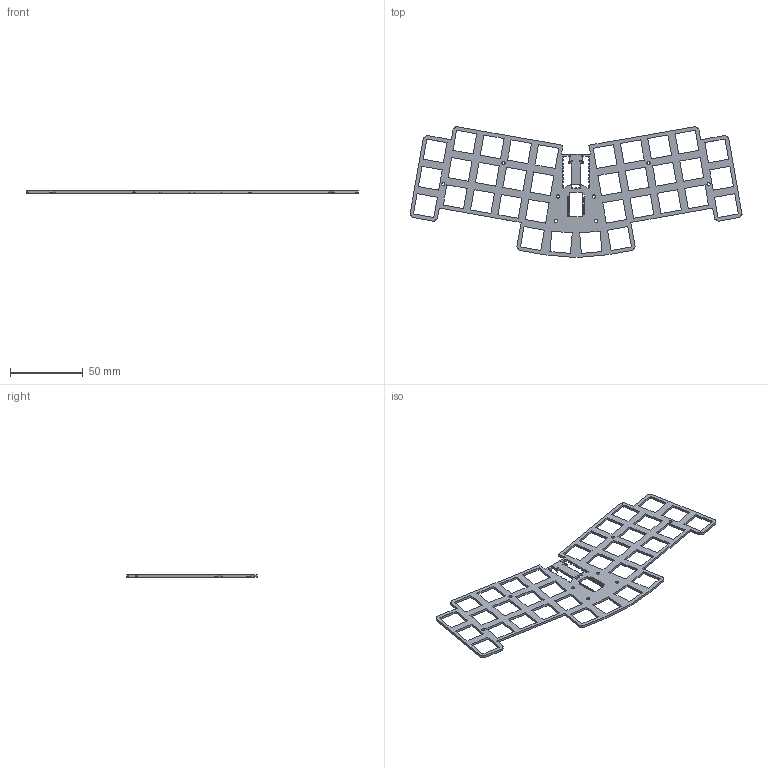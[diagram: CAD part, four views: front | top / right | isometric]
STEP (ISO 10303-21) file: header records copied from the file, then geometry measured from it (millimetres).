
FILE_DESCRIPTION(/* description */ ('KiCad electronic assembly'),/* implementation_level */ '2;1');
FILE_NAME(/* name */ 'Excelsior PCB.step',/* time_stamp */ '2024-09-06T14:40:52-07:00',/* author */ (''),/* organization */ (''),/* preprocessor_version */ 'ST-DEVELOPER v20',/* originating_system */ 'Autodesk Translation Framework v13.14.0.145',/* authorisation */ '');
FILE_SCHEMA (('AUTOMOTIVE_DESIGN { 1 0 10303 214 3 1 1 }'));
Length unit declared in the file: millimetre
Products named in the file (1): endzone34-plate_theme-plain_top 1
Bounding box: 227.91 x 89.81 x 1.6 mm (x, y, z)
Volume: 10675.5 mm3; surface area: 17952.8 mm2
Topology: 1 solids, 1 shells, 955 faces, 2859 edges, 1906 vertices
Faces by surface type: plane 928, cylinder 27
Full cylindrical faces by diameter (mm): 0.762 x2, 2.2 x8
Entity records: 31841 total; most frequent: CARTESIAN_POINT 5721, ORIENTED_EDGE 5718, DIRECTION 4825, EDGE_CURVE 2859, LINE 2805, VECTOR 2805, VERTEX_POINT 1906, EDGE_LOOP 1087
